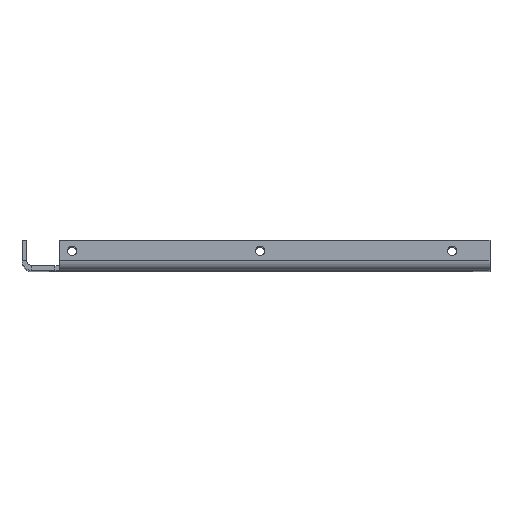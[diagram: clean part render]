
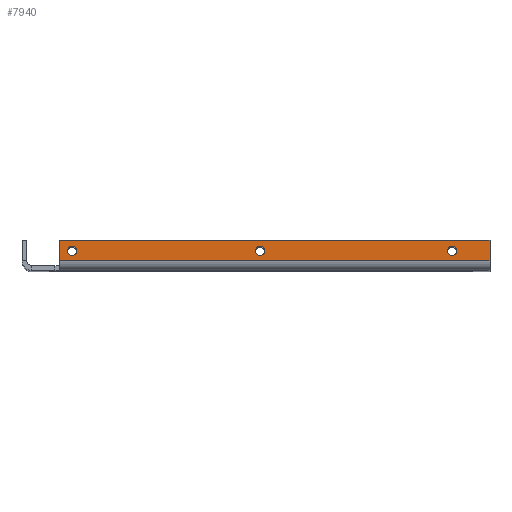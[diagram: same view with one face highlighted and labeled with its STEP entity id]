
A CAD part, top view. The second image highlights one B-rep face of the part: STEP entity #7940.
In plain terms, the highlighted planar face has unit normal (0, 0, 1).
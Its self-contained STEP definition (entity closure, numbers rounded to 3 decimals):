
#361=FACE_BOUND('',#1775,.T.);
#362=FACE_BOUND('',#1776,.T.);
#363=FACE_BOUND('',#1777,.T.);
#907=CIRCLE('',#8020,1.55);
#911=CIRCLE('',#8026,1.55);
#915=CIRCLE('',#8032,1.55);
#1316=FACE_OUTER_BOUND('',#1774,.T.);
#1774=EDGE_LOOP('',(#6961,#6962,#6963,#6964));
#1775=EDGE_LOOP('',(#6965));
#1776=EDGE_LOOP('',(#6966));
#1777=EDGE_LOOP('',(#6967));
#2468=LINE('',#15769,#3108);
#2473=LINE('',#15782,#3113);
#2480=LINE('',#15798,#3120);
#2482=LINE('',#15801,#3122);
#3108=VECTOR('',#9211,10.);
#3113=VECTOR('',#9222,2.304);
#3120=VECTOR('',#9241,10.);
#3122=VECTOR('',#9245,10.);
#3534=VERTEX_POINT('',#11097);
#3538=VERTEX_POINT('',#11109);
#3542=VERTEX_POINT('',#11121);
#3901=VERTEX_POINT('',#15767);
#3902=VERTEX_POINT('',#15768);
#3907=VERTEX_POINT('',#15780);
#3910=VERTEX_POINT('',#15797);
#4314=EDGE_CURVE('',#3534,#3534,#907,.T.);
#4320=EDGE_CURVE('',#3538,#3538,#911,.T.);
#4326=EDGE_CURVE('',#3542,#3542,#915,.T.);
#5038=EDGE_CURVE('',#3901,#3902,#2468,.T.);
#5045=EDGE_CURVE('',#3902,#3907,#2473,.T.);
#5054=EDGE_CURVE('',#3910,#3901,#2480,.T.);
#5056=EDGE_CURVE('',#3907,#3910,#2482,.T.);
#6961=ORIENTED_EDGE('',*,*,#5038,.T.);
#6962=ORIENTED_EDGE('',*,*,#5045,.T.);
#6963=ORIENTED_EDGE('',*,*,#5056,.T.);
#6964=ORIENTED_EDGE('',*,*,#5054,.T.);
#6965=ORIENTED_EDGE('',*,*,#4314,.T.);
#6966=ORIENTED_EDGE('',*,*,#4320,.T.);
#6967=ORIENTED_EDGE('',*,*,#4326,.T.);
#7546=PLANE('',#8187);
#7940=ADVANCED_FACE('',(#1316,#361,#362,#363),#7546,.F.);
#8020=AXIS2_PLACEMENT_3D('',#11098,#8436,#8437);
#8026=AXIS2_PLACEMENT_3D('',#11110,#8450,#8451);
#8032=AXIS2_PLACEMENT_3D('',#11122,#8464,#8465);
#8187=AXIS2_PLACEMENT_3D('',#15803,#9248,#9249);
#8436=DIRECTION('center_axis',(0.,0.,
-1.));
#8437=DIRECTION('ref_axis',(1.,0.,0.));
#8450=DIRECTION('center_axis',(0.,0.,
-1.));
#8451=DIRECTION('ref_axis',(1.,0.,0.));
#8464=DIRECTION('center_axis',(0.,0.,
-1.));
#8465=DIRECTION('ref_axis',(1.,0.,0.));
#9211=DIRECTION('',(1.,0.,0.));
#9222=DIRECTION('',(0.,1.,0.));
#9241=DIRECTION('',(0.,-1.,0.));
#9245=DIRECTION('',(-1.,0.,0.));
#9248=DIRECTION('center_axis',(0.,0.,
-1.));
#9249=DIRECTION('ref_axis',(-1.,0.,0.));
#11097=CARTESIAN_POINT('',(15.05,6.5,280.));
#11098=CARTESIAN_POINT('Origin',(16.6,6.5,280.));
#11109=CARTESIAN_POINT('',(77.316,6.5,280.));
#11110=CARTESIAN_POINT('Origin',(78.866,6.5,280.));
#11121=CARTESIAN_POINT('',(140.95,6.5,280.));
#11122=CARTESIAN_POINT('Origin',(142.5,6.5,280.));
#15767=CARTESIAN_POINT('',(12.5,3.2,280.));
#15768=CARTESIAN_POINT('',(155.,3.2,280.));
#15769=CARTESIAN_POINT('',(83.75,3.2,280.));
#15780=CARTESIAN_POINT('',(155.,10.,280.));
#15782=CARTESIAN_POINT('',(155.,-4.038,280.));
#15797=CARTESIAN_POINT('',(12.5,10.,280.));
#15798=CARTESIAN_POINT('',(12.5,3.2,280.));
#15801=CARTESIAN_POINT('',(12.5,10.,280.));
#15803=CARTESIAN_POINT('Origin',(0.,-277.219,280.));
